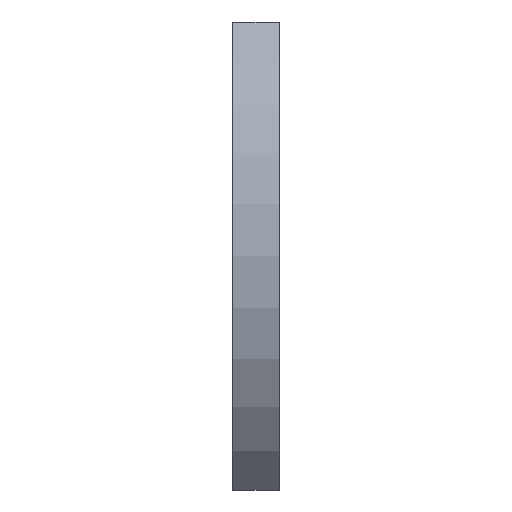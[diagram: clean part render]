
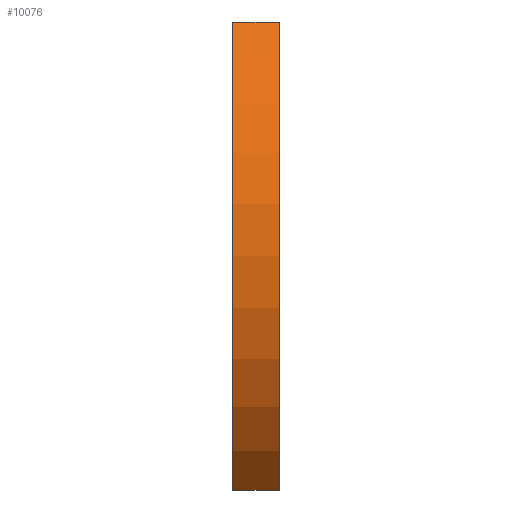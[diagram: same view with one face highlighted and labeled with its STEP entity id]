
A CAD part, left-side view. The second image highlights one B-rep face of the part: STEP entity #10076.
In plain terms, the highlighted cylindrical face has radius 68.889 mm (diameter 137.779 mm), a partial arc.
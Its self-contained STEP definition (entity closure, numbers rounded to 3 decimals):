
#203 = ORIENTED_EDGE ( 'NONE', *, *, #9041, .T. ) ;
#457 = DIRECTION ( 'NONE',  ( 0., 1., 0. ) ) ;
#1230 = CARTESIAN_POINT ( 'NONE',  ( -16.11, 10., 0. ) ) ;
#1697 = VERTEX_POINT ( 'NONE', #7850 ) ;
#1995 = EDGE_CURVE ( 'NONE', #9200, #9044, #6379, .T. ) ;
#2446 = ORIENTED_EDGE ( 'NONE', *, *, #9167, .F. ) ;
#2754 = CARTESIAN_POINT ( 'NONE',  ( -63.5, 10., -50. ) ) ;
#3074 = AXIS2_PLACEMENT_3D ( 'NONE', #9742, #457, #4740 ) ;
#3208 = DIRECTION ( 'NONE',  ( 0., 1., 0. ) ) ;
#3452 = EDGE_LOOP ( 'NONE', ( #9483, #4555, #2446, #203 ) ) ;
#3865 = LINE ( 'NONE', #10368, #10197 ) ;
#4169 = CYLINDRICAL_SURFACE ( 'NONE', #7911, 68.89 ) ;
#4331 = EDGE_CURVE ( 'NONE', #1697, #9044, #3865, .T. ) ;
#4555 = ORIENTED_EDGE ( 'NONE', *, *, #4331, .F. ) ;
#4740 = DIRECTION ( 'NONE',  ( 0., 0., 1. ) ) ;
#4821 = AXIS2_PLACEMENT_3D ( 'NONE', #1230, #3208, #9033 ) ;
#4921 = VECTOR ( 'NONE', #5283, 1000. ) ;
#5283 = DIRECTION ( 'NONE',  ( 0., -1., 0. ) ) ;
#5528 = CARTESIAN_POINT ( 'NONE',  ( -16.11, 10., 0. ) ) ;
#6109 = FACE_OUTER_BOUND ( 'NONE', #3452, .T. ) ;
#6242 = CIRCLE ( 'NONE', #4821, 68.89 ) ;
#6379 = CIRCLE ( 'NONE', #3074, 68.89 ) ;
#6511 = CARTESIAN_POINT ( 'NONE',  ( -63.5, 0., -50. ) ) ;
#7850 = CARTESIAN_POINT ( 'NONE',  ( -63.5, 10., 50. ) ) ;
#7911 = AXIS2_PLACEMENT_3D ( 'NONE', #5528, #8792, #8939 ) ;
#8507 = VERTEX_POINT ( 'NONE', #9208 ) ;
#8735 = DIRECTION ( 'NONE',  ( 0., -1., 0. ) ) ;
#8792 = DIRECTION ( 'NONE',  ( 0., -1., 0. ) ) ;
#8939 = DIRECTION ( 'NONE',  ( 0., 0., -1. ) ) ;
#9033 = DIRECTION ( 'NONE',  ( 0., 0., 1. ) ) ;
#9041 = EDGE_CURVE ( 'NONE', #8507, #9200, #9609, .T. ) ;
#9044 = VERTEX_POINT ( 'NONE', #9366 ) ;
#9167 = EDGE_CURVE ( 'NONE', #8507, #1697, #6242, .T. ) ;
#9200 = VERTEX_POINT ( 'NONE', #6511 ) ;
#9208 = CARTESIAN_POINT ( 'NONE',  ( -63.5, 10., -50. ) ) ;
#9366 = CARTESIAN_POINT ( 'NONE',  ( -63.5, 0., 50. ) ) ;
#9483 = ORIENTED_EDGE ( 'NONE', *, *, #1995, .T. ) ;
#9609 = LINE ( 'NONE', #2754, #4921 ) ;
#9742 = CARTESIAN_POINT ( 'NONE',  ( -16.11, 0., 0. ) ) ;
#10076 = ADVANCED_FACE ( 'NONE', ( #6109 ), #4169, .T. ) ;
#10197 = VECTOR ( 'NONE', #8735, 1000. ) ;
#10368 = CARTESIAN_POINT ( 'NONE',  ( -63.5, 10., 50. ) ) ;
